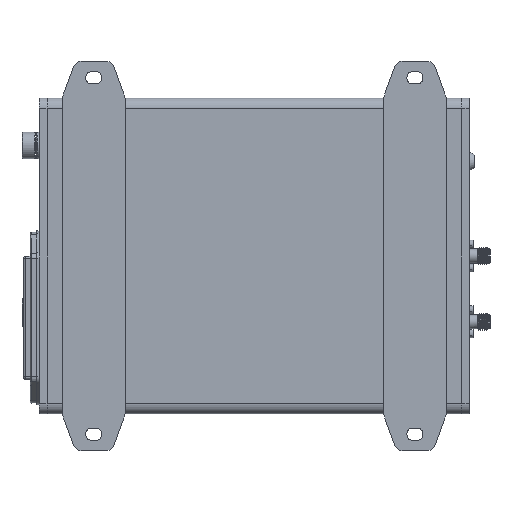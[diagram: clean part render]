
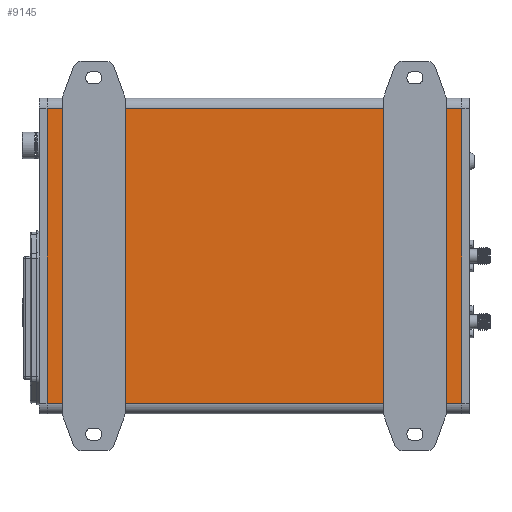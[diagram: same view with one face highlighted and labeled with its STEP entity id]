
A CAD part, front view. The second image highlights one B-rep face of the part: STEP entity #9145.
In plain terms, the highlighted planar face has unit normal (0, -1, 0).
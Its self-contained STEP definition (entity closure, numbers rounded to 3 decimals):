
#1138 = VERTEX_POINT ( 'NONE', #58108 ) ;
#3436 = ORIENTED_EDGE ( 'NONE', *, *, #86867, .T. ) ;
#3734 = CARTESIAN_POINT ( 'NONE',  ( 78.75, 0., -56. ) ) ;
#6217 = CARTESIAN_POINT ( 'NONE',  ( 78.75, 0., -56. ) ) ;
#7191 = ORIENTED_EDGE ( 'NONE', *, *, #10167, .F. ) ;
#7264 = DIRECTION ( 'NONE',  ( -1., 0., 0. ) ) ;
#9145 = ADVANCED_FACE ( 'NONE', ( #84831 ), #36223, .F. ) ;
#10167 = EDGE_CURVE ( 'NONE', #89503, #76802, #56606, .T. ) ;
#19767 = CARTESIAN_POINT ( 'NONE',  ( 78.75, 0., 56. ) ) ;
#21761 = CARTESIAN_POINT ( 'NONE',  ( 78.75, 0., 56. ) ) ;
#21774 = EDGE_LOOP ( 'NONE', ( #7191, #41202, #3436, #34908 ) ) ;
#24584 = CARTESIAN_POINT ( 'NONE',  ( 78.75, 0., 60. ) ) ;
#26204 = AXIS2_PLACEMENT_3D ( 'NONE', #60825, #63973, #37794 ) ;
#27752 = CARTESIAN_POINT ( 'NONE',  ( -78.75, 0., 56. ) ) ;
#29829 = VECTOR ( 'NONE', #73213, 1000. ) ;
#31356 = LINE ( 'NONE', #6217, #46352 ) ;
#34908 = ORIENTED_EDGE ( 'NONE', *, *, #71024, .T. ) ;
#36223 = PLANE ( 'NONE',  #26204 ) ;
#37794 = DIRECTION ( 'NONE',  ( 0., 0., 1. ) ) ;
#41202 = ORIENTED_EDGE ( 'NONE', *, *, #80940, .T. ) ;
#46298 = DIRECTION ( 'NONE',  ( 1., 0., 0. ) ) ;
#46352 = VECTOR ( 'NONE', #46298, 1000. ) ;
#56606 = LINE ( 'NONE', #24584, #29829 ) ;
#58108 = CARTESIAN_POINT ( 'NONE',  ( -78.75, 0., -56. ) ) ;
#60825 = CARTESIAN_POINT ( 'NONE',  ( 78.75, 0., 60. ) ) ;
#63440 = LINE ( 'NONE', #21761, #97788 ) ;
#63973 = DIRECTION ( 'NONE',  ( 0., 1., 0. ) ) ;
#71024 = EDGE_CURVE ( 'NONE', #1138, #76802, #31356, .T. ) ;
#72234 = DIRECTION ( 'NONE',  ( 0., 0., -1. ) ) ;
#73141 = VERTEX_POINT ( 'NONE', #27752 ) ;
#73213 = DIRECTION ( 'NONE',  ( 0., 0., -1. ) ) ;
#73288 = LINE ( 'NONE', #89799, #82518 ) ;
#76802 = VERTEX_POINT ( 'NONE', #3734 ) ;
#80940 = EDGE_CURVE ( 'NONE', #89503, #73141, #63440, .T. ) ;
#82518 = VECTOR ( 'NONE', #72234, 1000. ) ;
#84831 = FACE_OUTER_BOUND ( 'NONE', #21774, .T. ) ;
#86867 = EDGE_CURVE ( 'NONE', #73141, #1138, #73288, .T. ) ;
#89503 = VERTEX_POINT ( 'NONE', #19767 ) ;
#89799 = CARTESIAN_POINT ( 'NONE',  ( -78.75, 0., 60. ) ) ;
#97788 = VECTOR ( 'NONE', #7264, 1000. ) ;
